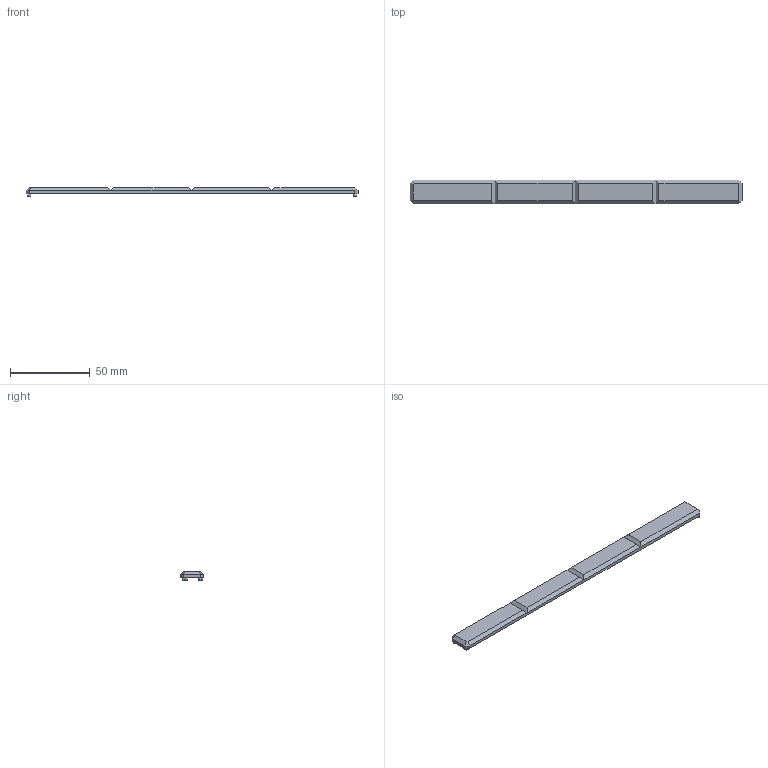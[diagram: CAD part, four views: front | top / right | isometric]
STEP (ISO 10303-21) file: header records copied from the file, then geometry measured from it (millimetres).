
FILE_DESCRIPTION (( 'STEP AP203' ), '1' );
FILE_NAME ('Diffuser-hr.STEP', '2022-09-21T15:03:54', ( '' ), ( '' ), 'SwSTEP 2.0', 'SolidWorks 2022', '' );
FILE_SCHEMA (( 'CONFIG_CONTROL_DESIGN' ));
Length unit declared in the file: millimetre
Products named in the file (1): Diffuser-hr
Bounding box: 207.7 x 15 x 5.6 mm (x, y, z)
Volume: 7406.5 mm3; surface area: 8224.3 mm2
Topology: 1 solids, 1 shells, 73 faces, 175 edges, 110 vertices
Faces by surface type: plane 65, cylinder 8
Entity records: 2142 total; most frequent: CARTESIAN_POINT 359, ORIENTED_EDGE 350, DIRECTION 339, EDGE_CURVE 175, LINE 159, VECTOR 159, VERTEX_POINT 110, AXIS2_PLACEMENT_3D 90
